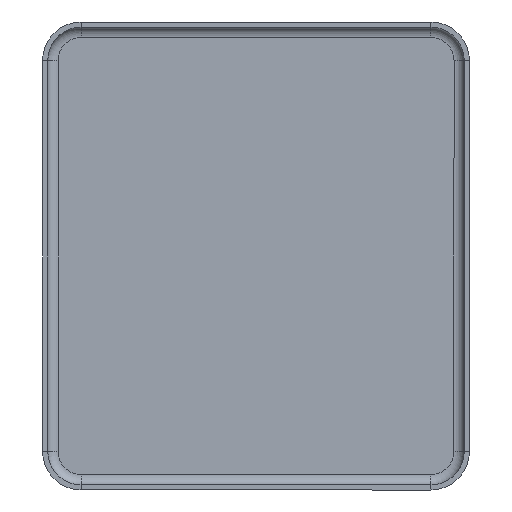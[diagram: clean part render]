
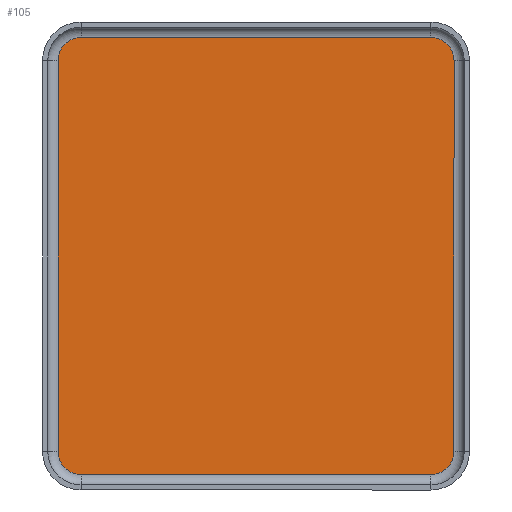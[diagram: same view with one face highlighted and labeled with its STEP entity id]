
A CAD part, front view. The second image highlights one B-rep face of the part: STEP entity #105.
In plain terms, the highlighted planar face has unit normal (0, -1, 0).
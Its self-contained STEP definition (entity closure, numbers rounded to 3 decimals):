
#30 = VERTEX_POINT ( 'NONE', #256 ) ;
#39 = ORIENTED_EDGE ( 'NONE', *, *, #106, .T. ) ;
#44 = EDGE_CURVE ( 'NONE', #495, #1157, #837, .T. ) ;
#54 = CARTESIAN_POINT ( 'NONE',  ( -7.7, -0.2, -7.6 ) ) ;
#65 = AXIS2_PLACEMENT_3D ( 'NONE', #787, #881, #613 ) ;
#105 = ADVANCED_FACE ( 'NONE', ( #351 ), #1081, .T. ) ;
#106 = EDGE_CURVE ( 'NONE', #216, #445, #959, .T. ) ;
#124 = ORIENTED_EDGE ( 'NONE', *, *, #991, .T. ) ;
#127 = EDGE_CURVE ( 'NONE', #445, #406, #569, .T. ) ;
#130 = LINE ( 'NONE', #1056, #1010 ) ;
#141 = CARTESIAN_POINT ( 'NONE',  ( 7.7, -0.2, -7.6 ) ) ;
#153 = CARTESIAN_POINT ( 'NONE',  ( 6.8, -0.2, -7.6 ) ) ;
#156 = CIRCLE ( 'NONE', #702, 0.9 ) ;
#185 = DIRECTION ( 'NONE',  ( 0., 0., -1. ) ) ;
#205 = CIRCLE ( 'NONE', #575, 0.9 ) ;
#208 = VECTOR ( 'NONE', #703, 1000. ) ;
#216 = VERTEX_POINT ( 'NONE', #54 ) ;
#243 = EDGE_LOOP ( 'NONE', ( #744, #556, #299, #124, #1038, #39, #1129, #510 ) ) ;
#256 = CARTESIAN_POINT ( 'NONE',  ( -7.7, -0.2, 7.6 ) ) ;
#257 = AXIS2_PLACEMENT_3D ( 'NONE', #523, #714, #887 ) ;
#299 = ORIENTED_EDGE ( 'NONE', *, *, #628, .T. ) ;
#309 = VECTOR ( 'NONE', #929, 1000. ) ;
#338 = VERTEX_POINT ( 'NONE', #637 ) ;
#342 = CARTESIAN_POINT ( 'NONE',  ( -6.8, -0.2, -8.5 ) ) ;
#351 = FACE_OUTER_BOUND ( 'NONE', #243, .T. ) ;
#393 = VECTOR ( 'NONE', #1115, 1000. ) ;
#406 = VERTEX_POINT ( 'NONE', #656 ) ;
#414 = EDGE_CURVE ( 'NONE', #30, #216, #769, .T. ) ;
#429 = DIRECTION ( 'NONE',  ( 0., -1., 0. ) ) ;
#439 = CARTESIAN_POINT ( 'NONE',  ( -6.8, -0.2, 7.6 ) ) ;
#445 = VERTEX_POINT ( 'NONE', #594 ) ;
#447 = CARTESIAN_POINT ( 'NONE',  ( 7.7, -0.2, -7.6 ) ) ;
#495 = VERTEX_POINT ( 'NONE', #141 ) ;
#510 = ORIENTED_EDGE ( 'NONE', *, *, #596, .T. ) ;
#519 = DIRECTION ( 'NONE',  ( -1., 0., 0. ) ) ;
#520 = CIRCLE ( 'NONE', #757, 0.9 ) ;
#523 = CARTESIAN_POINT ( 'NONE',  ( 6.8, -0.2, -7.6 ) ) ;
#556 = ORIENTED_EDGE ( 'NONE', *, *, #971, .T. ) ;
#565 = CARTESIAN_POINT ( 'NONE',  ( -7.7, -0.2, 7.6 ) ) ;
#569 = LINE ( 'NONE', #342, #309 ) ;
#575 = AXIS2_PLACEMENT_3D ( 'NONE', #153, #429, #697 ) ;
#594 = CARTESIAN_POINT ( 'NONE',  ( -6.8, -0.2, -8.5 ) ) ;
#596 = EDGE_CURVE ( 'NONE', #406, #495, #205, .T. ) ;
#613 = DIRECTION ( 'NONE',  ( 0., 0., -1. ) ) ;
#628 = EDGE_CURVE ( 'NONE', #771, #338, #130, .T. ) ;
#637 = CARTESIAN_POINT ( 'NONE',  ( -6.8, -0.2, 8.5 ) ) ;
#656 = CARTESIAN_POINT ( 'NONE',  ( 6.8, -0.2, -8.5 ) ) ;
#697 = DIRECTION ( 'NONE',  ( 0., 0., -1. ) ) ;
#702 = AXIS2_PLACEMENT_3D ( 'NONE', #888, #1076, #1163 ) ;
#703 = DIRECTION ( 'NONE',  ( 0., 0., 1. ) ) ;
#714 = DIRECTION ( 'NONE',  ( 0., -1., 0. ) ) ;
#744 = ORIENTED_EDGE ( 'NONE', *, *, #44, .T. ) ;
#757 = AXIS2_PLACEMENT_3D ( 'NONE', #439, #1090, #185 ) ;
#769 = LINE ( 'NONE', #565, #393 ) ;
#771 = VERTEX_POINT ( 'NONE', #990 ) ;
#787 = CARTESIAN_POINT ( 'NONE',  ( -6.8, -0.2, -7.6 ) ) ;
#837 = LINE ( 'NONE', #447, #208 ) ;
#881 = DIRECTION ( 'NONE',  ( 0., -1., 0. ) ) ;
#887 = DIRECTION ( 'NONE',  ( 0., 0., -1. ) ) ;
#888 = CARTESIAN_POINT ( 'NONE',  ( 6.8, -0.2, 7.6 ) ) ;
#929 = DIRECTION ( 'NONE',  ( 1., 0., 0. ) ) ;
#959 = CIRCLE ( 'NONE', #65, 0.9 ) ;
#971 = EDGE_CURVE ( 'NONE', #1157, #771, #156, .T. ) ;
#990 = CARTESIAN_POINT ( 'NONE',  ( 6.8, -0.2, 8.5 ) ) ;
#991 = EDGE_CURVE ( 'NONE', #338, #30, #520, .T. ) ;
#1010 = VECTOR ( 'NONE', #519, 1000. ) ;
#1038 = ORIENTED_EDGE ( 'NONE', *, *, #414, .T. ) ;
#1054 = CARTESIAN_POINT ( 'NONE',  ( 7.7, -0.2, 7.6 ) ) ;
#1056 = CARTESIAN_POINT ( 'NONE',  ( 6.8, -0.2, 8.5 ) ) ;
#1076 = DIRECTION ( 'NONE',  ( 0., -1., 0. ) ) ;
#1081 = PLANE ( 'NONE',  #257 ) ;
#1090 = DIRECTION ( 'NONE',  ( 0., -1., 0. ) ) ;
#1115 = DIRECTION ( 'NONE',  ( 0., 0., -1. ) ) ;
#1129 = ORIENTED_EDGE ( 'NONE', *, *, #127, .T. ) ;
#1157 = VERTEX_POINT ( 'NONE', #1054 ) ;
#1163 = DIRECTION ( 'NONE',  ( 0., 0., -1. ) ) ;
